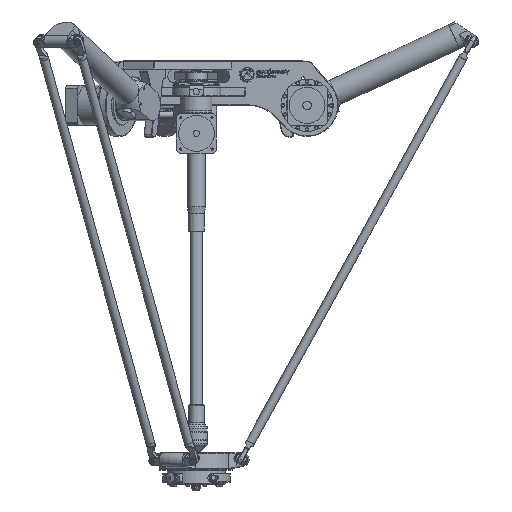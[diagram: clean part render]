
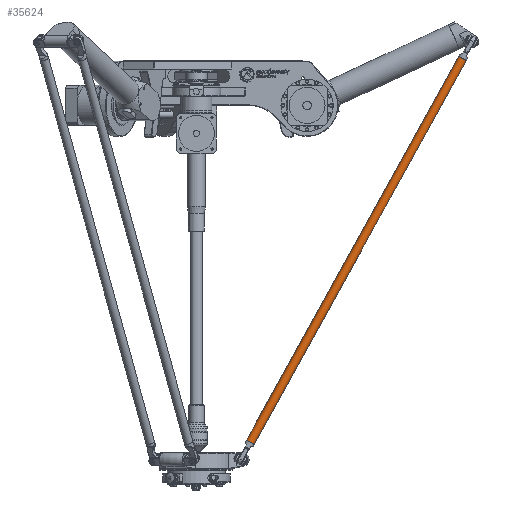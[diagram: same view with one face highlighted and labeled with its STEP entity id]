
A CAD part, front view. The second image highlights one B-rep face of the part: STEP entity #35624.
In plain terms, the highlighted cylindrical face has radius 10 mm (diameter 20 mm), a full revolution.
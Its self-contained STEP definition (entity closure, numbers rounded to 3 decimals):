
#1307=FACE_BOUND('',#6963,.T.);
#4282=FACE_OUTER_BOUND('',#6962,.T.);
#6962=EDGE_LOOP('',(#29502));
#6963=EDGE_LOOP('',(#29503));
#8989=CIRCLE('',#39095,10.);
#8992=CIRCLE('',#39100,10.);
#17300=VERTEX_POINT('',#65000);
#17303=VERTEX_POINT('',#65008);
#21550=EDGE_CURVE('',#17300,#17300,#8989,.T.);
#21553=EDGE_CURVE('',#17303,#17303,#8992,.T.);
#29502=ORIENTED_EDGE('',*,*,#21550,.T.);
#29503=ORIENTED_EDGE('',*,*,#21553,.T.);
#32587=CYLINDRICAL_SURFACE('',#39101,10.);
#35624=ADVANCED_FACE('',(#4282,#1307),#32587,.T.);
#39095=AXIS2_PLACEMENT_3D('',#65001,#47631,#47632);
#39100=AXIS2_PLACEMENT_3D('',#65009,#47641,#47642);
#39101=AXIS2_PLACEMENT_3D('',#65010,#47643,#47644);
#47631=DIRECTION('center_axis',(1.,0.,0.));
#47632=DIRECTION('ref_axis',(0.,0.,1.));
#47641=DIRECTION('center_axis',(-1.,0.,0.));
#47642=DIRECTION('ref_axis',(0.,0.,1.));
#47643=DIRECTION('center_axis',(-1.,0.,0.));
#47644=DIRECTION('ref_axis',(0.,0.,1.));
#65000=CARTESIAN_POINT('',(45.029,-10.,0.));
#65001=CARTESIAN_POINT('Origin',(45.029,0.,
0.));
#65008=CARTESIAN_POINT('',(1034.971,-10.,0.));
#65009=CARTESIAN_POINT('Origin',(1034.971,0.,
0.));
#65010=CARTESIAN_POINT('Origin',(1035.,0.,0.));
